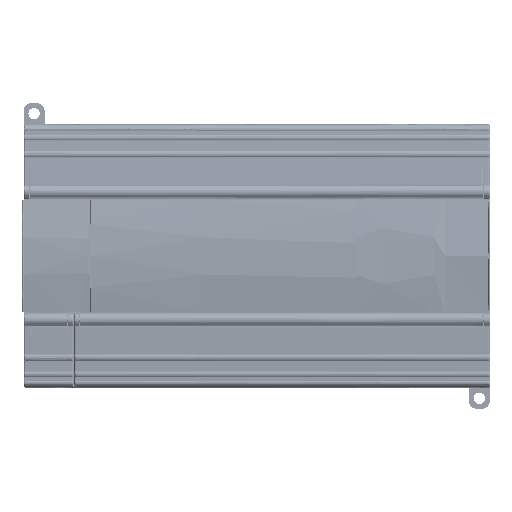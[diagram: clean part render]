
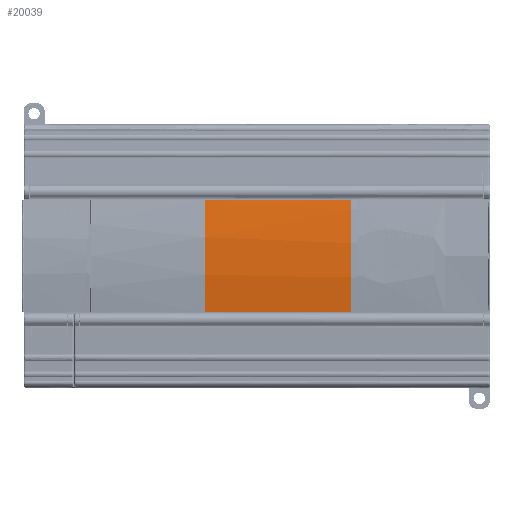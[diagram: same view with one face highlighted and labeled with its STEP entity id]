
A CAD part, front view. The second image highlights one B-rep face of the part: STEP entity #20039.
In plain terms, the highlighted cylindrical face has radius 128.002 mm (diameter 256.003 mm), a partial arc.
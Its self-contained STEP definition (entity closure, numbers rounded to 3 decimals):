
#3089=(
BOUNDED_CURVE()
B_SPLINE_CURVE(3,(#282408,#282409,#282410,#282411),.UNSPECIFIED.,.F.,.F.)
B_SPLINE_CURVE_WITH_KNOTS((4,4),(-12.768,-9.241),
 .UNSPECIFIED.)
CURVE()
GEOMETRIC_REPRESENTATION_ITEM()
RATIONAL_B_SPLINE_CURVE((1.,1.,1.,1.))
REPRESENTATION_ITEM('')
);
#3093=(
BOUNDED_CURVE()
B_SPLINE_CURVE(3,(#282420,#282421,#282422,#282423,#282424,#282425,#282426),
 .UNSPECIFIED.,.F.,.F.)
B_SPLINE_CURVE_WITH_KNOTS((4,3,4),(-51.887,-31.836,
-12.768),.UNSPECIFIED.)
CURVE()
GEOMETRIC_REPRESENTATION_ITEM()
RATIONAL_B_SPLINE_CURVE((1.,1.,1.,1.,
1.,1.,1.))
REPRESENTATION_ITEM('')
);
#4199=CYLINDRICAL_SURFACE('',#153380,128.002);
#20039=ADVANCED_FACE('',(#28240),#4199,.T.);
#28240=FACE_OUTER_BOUND('',#37136,.T.);
#37136=EDGE_LOOP('',(#81850,#81851,#81852,#81853,#81854));
#81850=ORIENTED_EDGE('',*,*,#106064,.T.);
#81851=ORIENTED_EDGE('',*,*,#106060,.T.);
#81852=ORIENTED_EDGE('',*,*,#106057,.F.);
#81853=ORIENTED_EDGE('',*,*,#104453,.F.);
#81854=ORIENTED_EDGE('',*,*,#106058,.F.);
#104453=EDGE_CURVE('',#136662,#136664,#125826,.T.);
#106057=EDGE_CURVE('',#136664,#136665,#127178,.T.);
#106058=EDGE_CURVE('',#136661,#136662,#127179,.T.);
#106060=EDGE_CURVE('',#143711,#136665,#3089,.T.);
#106064=EDGE_CURVE('',#136661,#143711,#3093,.T.);
#125826=B_SPLINE_CURVE_WITH_KNOTS('',3,(#275034,#275035,#275036,#275037,
#275038,#275039,#275040),.UNSPECIFIED.,.F.,.F.,(4,3,4),(0.,21.342,
42.684),.UNSPECIFIED.);
#127178=B_SPLINE_CURVE_WITH_KNOTS('',1,(#282392,#282393),.UNSPECIFIED.,
 .F.,.F.,(2,2),(-55.639,0.),.UNSPECIFIED.);
#127179=B_SPLINE_CURVE_WITH_KNOTS('',1,(#282394,#282395),.UNSPECIFIED.,
 .F.,.F.,(2,2),(-55.638,0.),.UNSPECIFIED.);
#136661=VERTEX_POINT('',#217807);
#136662=VERTEX_POINT('',#217808);
#136664=VERTEX_POINT('',#217810);
#136665=VERTEX_POINT('',#217811);
#143711=VERTEX_POINT('',#224857);
#153380=AXIS2_PLACEMENT_3D('',#210206,#160723,$);
#160723=DIRECTION('',(-1.,0.,0.));
#210206=CARTESIAN_POINT('',(-197.849,33.744,-0.574));
#217807=CARTESIAN_POINT('',(-170.014,-92.485,-21.794));
#217808=CARTESIAN_POINT('',(-225.652,-92.49,-21.792));
#217810=CARTESIAN_POINT('',(-225.653,-92.489,20.647));
#217811=CARTESIAN_POINT('',(-170.014,-92.485,20.646));
#224857=CARTESIAN_POINT('',(-170.014,-93.022,17.161));
#275034=CARTESIAN_POINT('',(-225.652,-92.49,-21.792));
#275035=CARTESIAN_POINT('',(-225.632,-93.668,-14.784));
#275036=CARTESIAN_POINT('',(-225.621,-94.256,-7.678));
#275037=CARTESIAN_POINT('',(-225.621,-94.256,-0.573));
#275038=CARTESIAN_POINT('',(-225.622,-94.256,6.533));
#275039=CARTESIAN_POINT('',(-225.632,-93.667,13.639));
#275040=CARTESIAN_POINT('',(-225.653,-92.489,20.647));
#282392=CARTESIAN_POINT('',(-225.653,-92.489,20.647));
#282393=CARTESIAN_POINT('',(-170.014,-92.485,20.646));
#282394=CARTESIAN_POINT('',(-170.014,-92.485,-21.794));
#282395=CARTESIAN_POINT('',(-225.652,-92.49,-21.792));
#282408=CARTESIAN_POINT('',(-170.014,-93.022,17.161));
#282409=CARTESIAN_POINT('',(-170.014,-92.859,18.323));
#282410=CARTESIAN_POINT('',(-170.014,-92.681,19.485));
#282411=CARTESIAN_POINT('',(-170.014,-92.485,20.646));
#282420=CARTESIAN_POINT('',(-170.014,-92.485,-21.794));
#282421=CARTESIAN_POINT('',(-170.014,-93.617,-15.062));
#282422=CARTESIAN_POINT('',(-170.014,-94.185,-8.373));
#282423=CARTESIAN_POINT('',(-170.014,-94.25,-1.847));
#282424=CARTESIAN_POINT('',(-170.014,-94.315,4.68));
#282425=CARTESIAN_POINT('',(-170.014,-93.878,11.044));
#282426=CARTESIAN_POINT('',(-170.014,-93.022,17.161));
